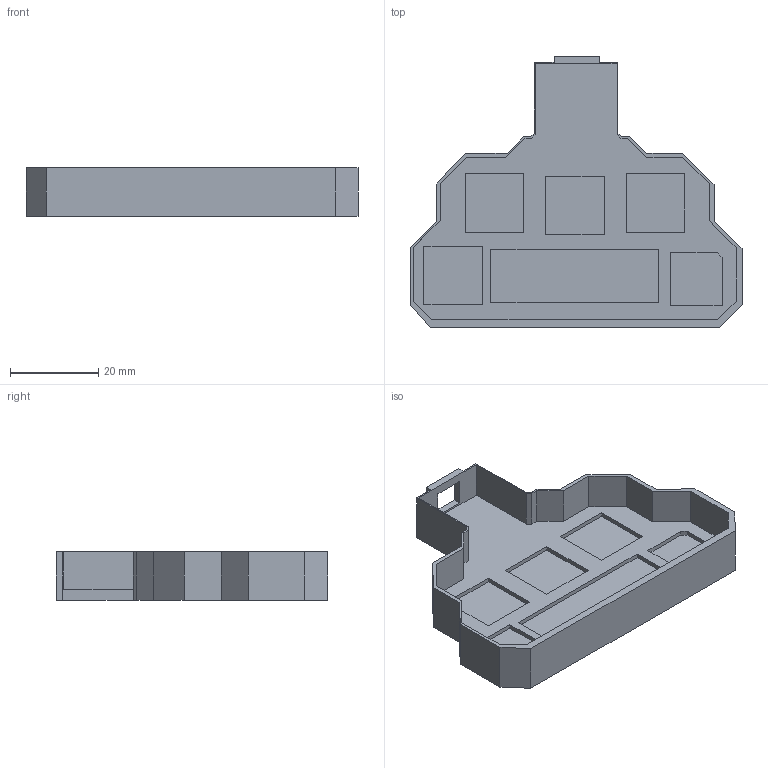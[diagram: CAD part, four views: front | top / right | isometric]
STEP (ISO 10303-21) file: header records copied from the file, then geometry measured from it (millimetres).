
FILE_DESCRIPTION(/* description */ (''),/* implementation_level */ '2;1');
FILE_NAME(/* name */ 'bottom.step',/* time_stamp */ '2024-10-22T21:18:27+06:00',/* author */ (''),/* organization */ (''),/* preprocessor_version */ 'ST-DEVELOPER v20',/* originating_system */ 'Autodesk Translation Framework v13.20.0.188',/* authorisation */ '');
FILE_SCHEMA (('AUTOMOTIVE_DESIGN { 1 0 10303 214 3 1 1 }'));
Length unit declared in the file: millimetre
Products named in the file (1): hcbpcb
Bounding box: 75.1 x 61.4 x 11 mm (x, y, z)
Volume: 8523.3 mm3; surface area: 11238.9 mm2
Topology: 1 solids, 1 shells, 86 faces, 231 edges, 154 vertices
Faces by surface type: plane 86
Entity records: 2672 total; most frequent: CARTESIAN_POINT 472, ORIENTED_EDGE 462, DIRECTION 405, LINE 231, VECTOR 231, EDGE_CURVE 231, VERTEX_POINT 154, EDGE_LOOP 95
